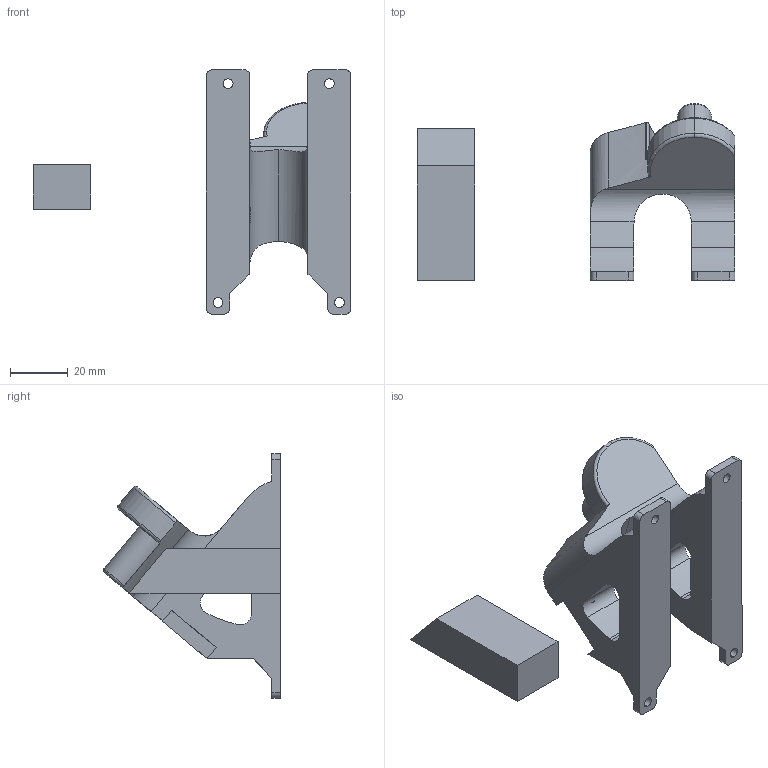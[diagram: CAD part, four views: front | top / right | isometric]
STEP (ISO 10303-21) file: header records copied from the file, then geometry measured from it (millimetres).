
FILE_DESCRIPTION (( 'STEP AP203' ), '1' );
FILE_NAME ('04_rollmount left_40°_v3.step', '2020-05-23T22:33:15', ( '' ), ( '' ), 'SwSTEP 2.0', 'SolidWorks 2019', '' );
FILE_SCHEMA (( 'CONFIG_CONTROL_DESIGN' ));
Length unit declared in the file: millimetre
Products named in the file (1): 04_rollmount left_40起v3
Bounding box: 110 x 61.21 x 84.48 mm (x, y, z)
Volume: 77857.6 mm3; surface area: 23058.6 mm2
Topology: 2 solids, 2 shells, 103 faces, 287 edges, 189 vertices
Faces by surface type: cylinder 50, plane 44, torus 6, cone 2, bspline 1
Entity records: 3623 total; most frequent: CARTESIAN_POINT 816, DIRECTION 585, ORIENTED_EDGE 574, EDGE_CURVE 287, AXIS2_PLACEMENT_3D 216, VERTEX_POINT 189, VECTOR 153, LINE 153
